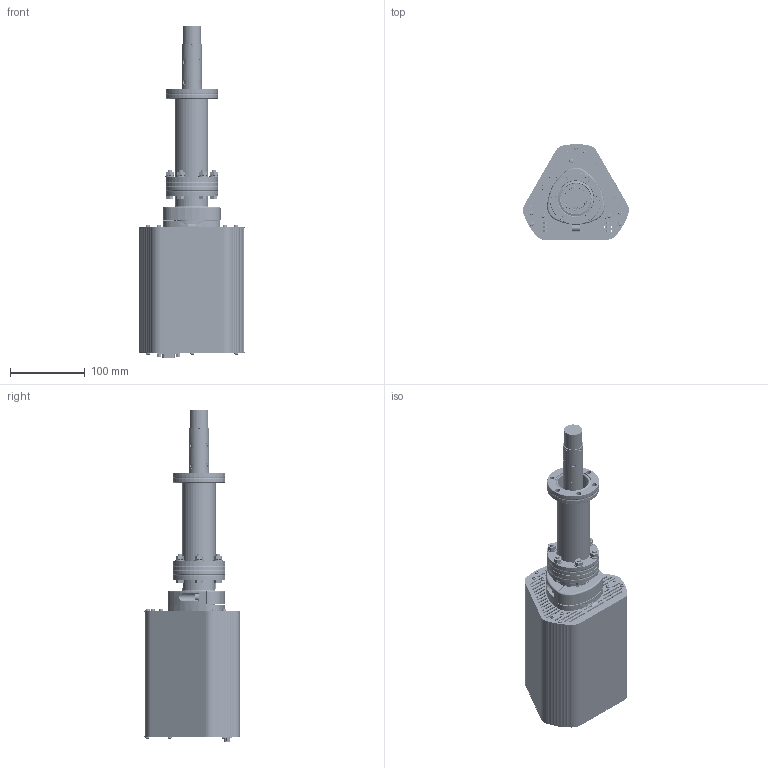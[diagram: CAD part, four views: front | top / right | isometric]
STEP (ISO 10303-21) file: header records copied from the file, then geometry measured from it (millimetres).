
FILE_DESCRIPTION(/* description */ (''),/* implementation_level */ '2;1');
FILE_NAME(/* name */ 'OUTLINE_PRISMA_STR_CROSS_BEAM_IS_EM_1.stp',/* time_stamp */ '2014-12-23T14:06:32-05:00',/* author */ (''),/* organization */ (''),/* preprocessor_version */ 'ST-DEVELOPER v11',/* originating_system */ 'SIEMENS PLM Software NX 7.5',/* authorisation */ '');
FILE_SCHEMA (('AUTOMOTIVE_DESIGN { 1 0 10303 214 1 1 1 1 }'));
Products named in the file (29): BG444406-4_1; BG444406-3_1; BG444406-7_1; BG444406-5_1; BG444406-2_1; BG444406-1_B; BG444406-6_1; BG444404_B; REF 61-0015_1_1; BG444417-1_D; BG444417-2_D; BP414591_1; REF PTM25290_1; B3547134X_2; N3052160X_1; N3016349X4_1; N3502418X_1; BG528310_F; 144-114_1; BG444416_F; BG444457_A; OUTLINE PRISMA QME 220 STRAIGHT_1; BG444406-X_C_MODELNX-ARRAGMNTCONFIG1; BG444405-X_A_MODEL; 61-0015_3_MODEL; BG444417-X_D_MODELNX-ARRAGMNTArrangement 2 INSTALLED; BP414606-T_1_MODEL; PTM25290_B_NX-ARRAGMNTFOR OUTLINE ONLY; OUTLINE PRISMA STR CROSS BEAM IS EM_1
Assembly tree (69 placements, depth 5):
  OUTLINE PRISMA STR CROSS BEAM IS EM_1
    OUTLINE PRISMA QME 220 STRAIGHT_1
    PTM25290_B_NX-ARRAGMNTFOR OUTLINE ONLY
      BP414606-T_1_MODEL
        BP414591_1
      BG444457_A  x4
      BG444416_F
      BG444417-X_D_MODELNX-ARRAGMNTArrangement 2 INSTALLED
        BG444417-2_D
        BG444417-1_D  x2
      144-114_1  x6
      BG528310_F
      N3502418X_1  x6
      61-0015_3_MODEL
        REF 61-0015_1_1
      N3016349X4_1  x6
      N3052160X_1  x3
      B3547134X_2  x3
      BG444405-X_A_MODEL
        BG444404_B
        BG444406-X_C_MODELNX-ARRAGMNTCONFIG1
          BG444406-6_1  x9
          BG444406-1_B
          BG444406-2_1  x9
          BG444406-5_1  x2
          BG444406-7_1  x2
          BG444406-3_1
          BG444406-4_1
      REF PTM25290_1
Bounding box: 141.35 x 127.75 x 442.74 mm (x, y, z)
Volume: 629221.8 mm3; surface area: 605794.3 mm2
Topology: 157 solids, 368 shells, 4985 faces, 12856 edges, 8393 vertices
Faces by surface type: plane 1844, cone 1553, cylinder 1326, torus 198, sphere 32, bspline 32
Full cylindrical faces by diameter (mm): 0.254 x1, 0.5 x4, 0.889 x8, 1.016 x4, 1.067 x2, 1.6 x26, 2.032 x1, 2.05 x1, 2.2 x3, 2.261 x2, 2.4 x4, 2.41 x4, 2.45 x11, 2.5 x189, 2.6 x19, 2.7 x8, 2.8 x3, 2.845 x2, 2.91 x3, 2.94 x10, 2.95 x13, 3 x14, 3.1 x5, 3.175 x4, 3.2 x3, 3.25 x9, 3.251 x2, 3.3 x14, 3.35 x3, 3.5 x4
Entity records: 153797 total; most frequent: CARTESIAN_POINT 38782, DIRECTION 22800, ORIENTED_EDGE 20534, EDGE_CURVE 10699, AXIS2_PLACEMENT_3D 9318, VERTEX_POINT 7876, EDGE_LOOP 7068, ADVANCED_FACE 4795
